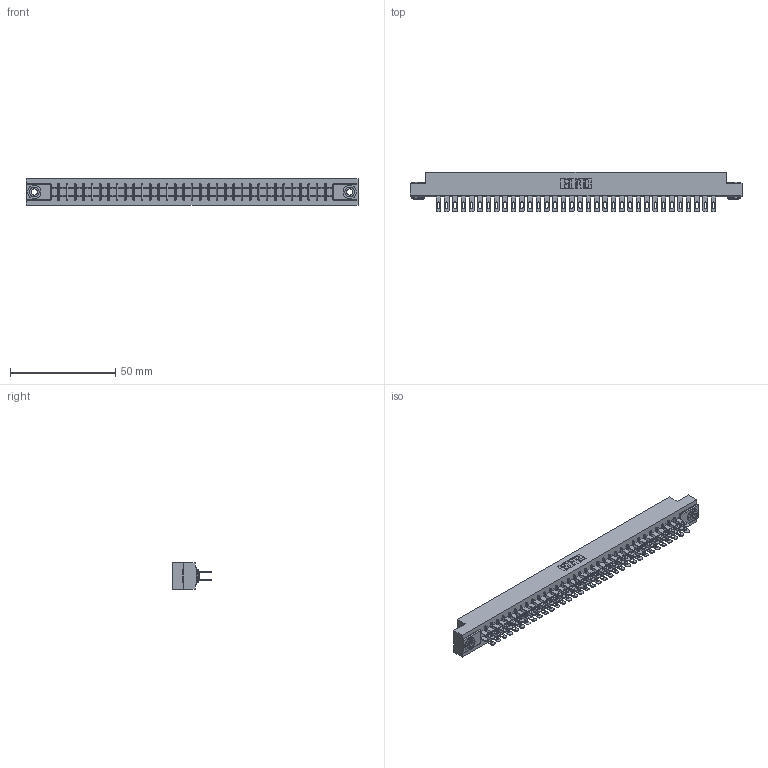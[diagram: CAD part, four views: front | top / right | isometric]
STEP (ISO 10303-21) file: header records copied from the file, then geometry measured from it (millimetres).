
FILE_DESCRIPTION (( 'STEP AP203' ), '1' );
FILE_NAME ('305-068-500-503.STEP', '2019-09-10T04:07:30', ( '' ), ( '' ), 'SwSTEP 2.0', 'SolidWorks 2016', '' );
FILE_SCHEMA (( 'CONFIG_CONTROL_DESIGN' ));
Length unit declared in the file: inch
Products named in the file (4): 305 Part_.156 Dia; 305-068-500-503; 305-290-001_500; 345-250-002_345-250-002-102
Assembly tree (71 placements, depth 2):
  305-068-500-503
    305 Part_.156 Dia
    305-290-001_500  x68
    345-250-002_345-250-002-102  x2
Bounding box: 157.73 x 18.85 x 12.7 mm (x, y, z)
Volume: 16148.1 mm3; surface area: 22697 mm2
Topology: 71 solids, 71 shells, 3568 faces, 10186 edges, 6604 vertices
Faces by surface type: plane 1996, cylinder 1428, sphere 136, cone 8
Entity records: 38874 total; most frequent: CARTESIAN_POINT 6413, ORIENTED_EDGE 6356, DIRECTION 6228, EDGE_CURVE 3178, LINE 2550, VECTOR 2550, VERTEX_POINT 2024, AXIS2_PLACEMENT_3D 1839
